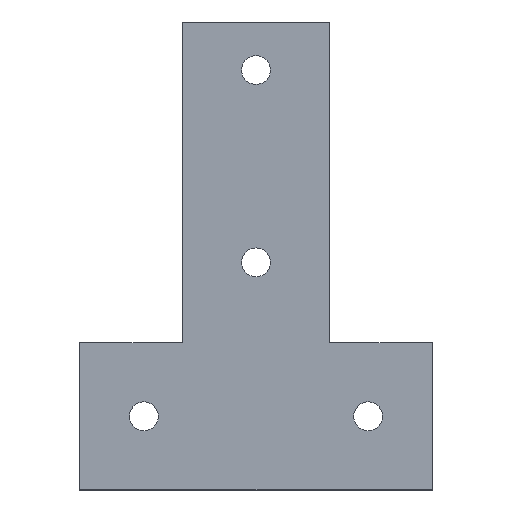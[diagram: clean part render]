
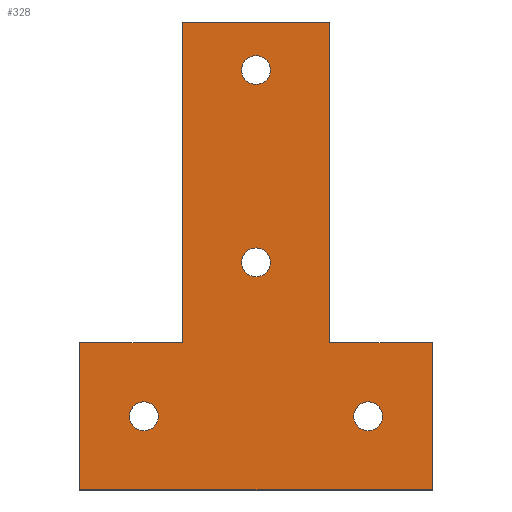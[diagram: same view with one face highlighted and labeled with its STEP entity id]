
A CAD part, top view. The second image highlights one B-rep face of the part: STEP entity #328.
In plain terms, the highlighted planar face has unit normal (0, 0, 1).
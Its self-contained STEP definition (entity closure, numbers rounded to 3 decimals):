
#5 = DIRECTION ( 'NONE',  ( 1., 0., 0. ) ) ;
#7 = EDGE_CURVE ( 'NONE', #553, #572, #187, .T. ) ;
#17 = CARTESIAN_POINT ( 'NONE',  ( 39.5, 23., 3. ) ) ;
#23 = DIRECTION ( 'NONE',  ( 1., 0., 0. ) ) ;
#24 = EDGE_CURVE ( 'NONE', #188, #415, #101, .T. ) ;
#28 = DIRECTION ( 'NONE',  ( 1., 0., 0. ) ) ;
#29 = CIRCLE ( 'NONE', #589, 4.5 ) ;
#34 = DIRECTION ( 'NONE',  ( -1., 0., 0. ) ) ;
#36 = VECTOR ( 'NONE', #34, 1000. ) ;
#44 = EDGE_LOOP ( 'NONE', ( #516, #195, #97, #650, #511, #608, #659, #136 ) ) ;
#45 = AXIS2_PLACEMENT_3D ( 'NONE', #533, #432, #540 ) ;
#49 = EDGE_CURVE ( 'NONE', #449, #388, #453, .T. ) ;
#52 = CARTESIAN_POINT ( 'NONE',  ( -55., 0., 3. ) ) ;
#56 = DIRECTION ( 'NONE',  ( 1., 0., 0. ) ) ;
#60 = CARTESIAN_POINT ( 'NONE',  ( -4.5, 131., 3. ) ) ;
#79 = AXIS2_PLACEMENT_3D ( 'NONE', #581, #587, #28 ) ;
#80 = CARTESIAN_POINT ( 'NONE',  ( 35., 23., 3. ) ) ;
#85 = CARTESIAN_POINT ( 'NONE',  ( -35., 23., 3. ) ) ;
#97 = ORIENTED_EDGE ( 'NONE', *, *, #443, .T. ) ;
#101 = CIRCLE ( 'NONE', #79, 4.5 ) ;
#114 = VECTOR ( 'NONE', #332, 1000. ) ;
#118 = EDGE_CURVE ( 'NONE', #388, #449, #29, .T. ) ;
#128 = LINE ( 'NONE', #256, #324 ) ;
#136 = ORIENTED_EDGE ( 'NONE', *, *, #574, .T. ) ;
#139 = ORIENTED_EDGE ( 'NONE', *, *, #24, .F. ) ;
#141 = CARTESIAN_POINT ( 'NONE',  ( -55., 46., 3. ) ) ;
#143 = CARTESIAN_POINT ( 'NONE',  ( 23., 46., 3. ) ) ;
#145 = EDGE_CURVE ( 'NONE', #415, #188, #385, .T. ) ;
#150 = CIRCLE ( 'NONE', #337, 4.5 ) ;
#158 = FACE_BOUND ( 'NONE', #264, .T. ) ;
#167 = CIRCLE ( 'NONE', #401, 4.5 ) ;
#171 = EDGE_CURVE ( 'NONE', #460, #265, #526, .T. ) ;
#174 = DIRECTION ( 'NONE',  ( 1., 0., 0. ) ) ;
#179 = CARTESIAN_POINT ( 'NONE',  ( -55., 0., 3. ) ) ;
#181 = EDGE_CURVE ( 'NONE', #255, #483, #213, .T. ) ;
#187 = LINE ( 'NONE', #179, #455 ) ;
#188 = VERTEX_POINT ( 'NONE', #17 ) ;
#192 = CARTESIAN_POINT ( 'NONE',  ( 4.5, 71., 3. ) ) ;
#195 = ORIENTED_EDGE ( 'NONE', *, *, #406, .T. ) ;
#202 = EDGE_CURVE ( 'NONE', #651, #370, #167, .T. ) ;
#203 = CARTESIAN_POINT ( 'NONE',  ( -55., 0., 3. ) ) ;
#213 = CIRCLE ( 'NONE', #390, 4.5 ) ;
#217 = DIRECTION ( 'NONE',  ( 0., 0., 1. ) ) ;
#220 = CARTESIAN_POINT ( 'NONE',  ( 0., 131., 3. ) ) ;
#231 = VERTEX_POINT ( 'NONE', #628 ) ;
#238 = CIRCLE ( 'NONE', #548, 4.5 ) ;
#247 = VERTEX_POINT ( 'NONE', #565 ) ;
#255 = VERTEX_POINT ( 'NONE', #535 ) ;
#256 = CARTESIAN_POINT ( 'NONE',  ( 23., 146., 3. ) ) ;
#260 = DIRECTION ( 'NONE',  ( 0., 1., 0. ) ) ;
#264 = EDGE_LOOP ( 'NONE', ( #613, #403 ) ) ;
#265 = VERTEX_POINT ( 'NONE', #578 ) ;
#275 = CARTESIAN_POINT ( 'NONE',  ( 0., 71., 3. ) ) ;
#278 = DIRECTION ( 'NONE',  ( 1., 0., 0. ) ) ;
#280 = DIRECTION ( 'NONE',  ( 0., 1., 0. ) ) ;
#286 = CARTESIAN_POINT ( 'NONE',  ( -23., 146., 3. ) ) ;
#290 = FACE_BOUND ( 'NONE', #317, .T. ) ;
#301 = VECTOR ( 'NONE', #404, 1000. ) ;
#303 = LINE ( 'NONE', #143, #498 ) ;
#311 = LINE ( 'NONE', #52, #301 ) ;
#317 = EDGE_LOOP ( 'NONE', ( #366, #359 ) ) ;
#318 = LINE ( 'NONE', #619, #665 ) ;
#321 = FACE_BOUND ( 'NONE', #529, .T. ) ;
#322 = EDGE_CURVE ( 'NONE', #231, #326, #412, .T. ) ;
#324 = VECTOR ( 'NONE', #260, 1000. ) ;
#326 = VERTEX_POINT ( 'NONE', #530 ) ;
#328 = ADVANCED_FACE ( 'NONE', ( #476, #290, #614, #158, #321 ), #618, .T. ) ;
#332 = DIRECTION ( 'NONE',  ( -1., 0., 0. ) ) ;
#334 = EDGE_CURVE ( 'NONE', #483, #255, #238, .T. ) ;
#337 = AXIS2_PLACEMENT_3D ( 'NONE', #220, #621, #278 ) ;
#340 = CARTESIAN_POINT ( 'NONE',  ( -30.5, 23., 3. ) ) ;
#344 = VERTEX_POINT ( 'NONE', #416 ) ;
#359 = ORIENTED_EDGE ( 'NONE', *, *, #202, .F. ) ;
#365 = CARTESIAN_POINT ( 'NONE',  ( 4.5, 131., 3. ) ) ;
#366 = ORIENTED_EDGE ( 'NONE', *, *, #372, .F. ) ;
#370 = VERTEX_POINT ( 'NONE', #60 ) ;
#372 = EDGE_CURVE ( 'NONE', #370, #651, #150, .T. ) ;
#376 = CARTESIAN_POINT ( 'NONE',  ( 0., 71., 3. ) ) ;
#379 = DIRECTION ( 'NONE',  ( 0., -1., 0. ) ) ;
#385 = CIRCLE ( 'NONE', #499, 4.5 ) ;
#388 = VERTEX_POINT ( 'NONE', #596 ) ;
#390 = AXIS2_PLACEMENT_3D ( 'NONE', #376, #418, #620 ) ;
#394 = EDGE_CURVE ( 'NONE', #344, #553, #583, .T. ) ;
#401 = AXIS2_PLACEMENT_3D ( 'NONE', #577, #482, #23 ) ;
#403 = ORIENTED_EDGE ( 'NONE', *, *, #334, .F. ) ;
#404 = DIRECTION ( 'NONE',  ( 1., 0., 0. ) ) ;
#406 = EDGE_CURVE ( 'NONE', #265, #247, #303, .T. ) ;
#412 = LINE ( 'NONE', #286, #114 ) ;
#415 = VERTEX_POINT ( 'NONE', #649 ) ;
#416 = CARTESIAN_POINT ( 'NONE',  ( -23., 46., 3. ) ) ;
#417 = DIRECTION ( 'NONE',  ( 0., -1., 0. ) ) ;
#418 = DIRECTION ( 'NONE',  ( 0., 0., 1. ) ) ;
#419 = DIRECTION ( 'NONE',  ( 0., 0., 1. ) ) ;
#421 = ORIENTED_EDGE ( 'NONE', *, *, #49, .F. ) ;
#432 = DIRECTION ( 'NONE',  ( 0., 0., 1. ) ) ;
#433 = DIRECTION ( 'NONE',  ( 0., 0., 1. ) ) ;
#443 = EDGE_CURVE ( 'NONE', #247, #231, #128, .T. ) ;
#449 = VERTEX_POINT ( 'NONE', #340 ) ;
#453 = CIRCLE ( 'NONE', #45, 4.5 ) ;
#455 = VECTOR ( 'NONE', #379, 1000. ) ;
#460 = VERTEX_POINT ( 'NONE', #645 ) ;
#476 = FACE_BOUND ( 'NONE', #518, .T. ) ;
#482 = DIRECTION ( 'NONE',  ( 0., 0., 1. ) ) ;
#483 = VERTEX_POINT ( 'NONE', #192 ) ;
#487 = AXIS2_PLACEMENT_3D ( 'NONE', #519, #217, #56 ) ;
#498 = VECTOR ( 'NONE', #601, 1000. ) ;
#499 = AXIS2_PLACEMENT_3D ( 'NONE', #80, #433, #174 ) ;
#501 = DIRECTION ( 'NONE',  ( 0., 0., 1. ) ) ;
#511 = ORIENTED_EDGE ( 'NONE', *, *, #591, .T. ) ;
#514 = ORIENTED_EDGE ( 'NONE', *, *, #118, .F. ) ;
#516 = ORIENTED_EDGE ( 'NONE', *, *, #171, .T. ) ;
#518 = EDGE_LOOP ( 'NONE', ( #514, #421 ) ) ;
#519 = CARTESIAN_POINT ( 'NONE',  ( 0., 0., 3. ) ) ;
#520 = VECTOR ( 'NONE', #280, 1000. ) ;
#526 = LINE ( 'NONE', #626, #520 ) ;
#529 = EDGE_LOOP ( 'NONE', ( #656, #139 ) ) ;
#530 = CARTESIAN_POINT ( 'NONE',  ( -23., 146., 3. ) ) ;
#533 = CARTESIAN_POINT ( 'NONE',  ( -35., 23., 3. ) ) ;
#535 = CARTESIAN_POINT ( 'NONE',  ( -4.5, 71., 3. ) ) ;
#540 = DIRECTION ( 'NONE',  ( 1., 0., 0. ) ) ;
#548 = AXIS2_PLACEMENT_3D ( 'NONE', #275, #419, #5 ) ;
#553 = VERTEX_POINT ( 'NONE', #571 ) ;
#554 = DIRECTION ( 'NONE',  ( 1., 0., 0. ) ) ;
#565 = CARTESIAN_POINT ( 'NONE',  ( 23., 46., 3. ) ) ;
#571 = CARTESIAN_POINT ( 'NONE',  ( -55., 46., 3. ) ) ;
#572 = VERTEX_POINT ( 'NONE', #203 ) ;
#574 = EDGE_CURVE ( 'NONE', #572, #460, #311, .T. ) ;
#577 = CARTESIAN_POINT ( 'NONE',  ( 0., 131., 3. ) ) ;
#578 = CARTESIAN_POINT ( 'NONE',  ( 55., 46., 3. ) ) ;
#581 = CARTESIAN_POINT ( 'NONE',  ( 35., 23., 3. ) ) ;
#583 = LINE ( 'NONE', #141, #36 ) ;
#587 = DIRECTION ( 'NONE',  ( 0., 0., 1. ) ) ;
#589 = AXIS2_PLACEMENT_3D ( 'NONE', #85, #501, #554 ) ;
#591 = EDGE_CURVE ( 'NONE', #326, #344, #318, .T. ) ;
#596 = CARTESIAN_POINT ( 'NONE',  ( -39.5, 23., 3. ) ) ;
#601 = DIRECTION ( 'NONE',  ( -1., 0., 0. ) ) ;
#608 = ORIENTED_EDGE ( 'NONE', *, *, #394, .T. ) ;
#613 = ORIENTED_EDGE ( 'NONE', *, *, #181, .F. ) ;
#614 = FACE_OUTER_BOUND ( 'NONE', #44, .T. ) ;
#618 = PLANE ( 'NONE',  #487 ) ;
#619 = CARTESIAN_POINT ( 'NONE',  ( -23., 46., 3. ) ) ;
#620 = DIRECTION ( 'NONE',  ( 1., 0., 0. ) ) ;
#621 = DIRECTION ( 'NONE',  ( 0., 0., 1. ) ) ;
#626 = CARTESIAN_POINT ( 'NONE',  ( 55., 46., 3. ) ) ;
#628 = CARTESIAN_POINT ( 'NONE',  ( 23., 146., 3. ) ) ;
#645 = CARTESIAN_POINT ( 'NONE',  ( 55., 0., 3. ) ) ;
#649 = CARTESIAN_POINT ( 'NONE',  ( 30.5, 23., 3. ) ) ;
#650 = ORIENTED_EDGE ( 'NONE', *, *, #322, .T. ) ;
#651 = VERTEX_POINT ( 'NONE', #365 ) ;
#656 = ORIENTED_EDGE ( 'NONE', *, *, #145, .F. ) ;
#659 = ORIENTED_EDGE ( 'NONE', *, *, #7, .T. ) ;
#665 = VECTOR ( 'NONE', #417, 1000. ) ;
